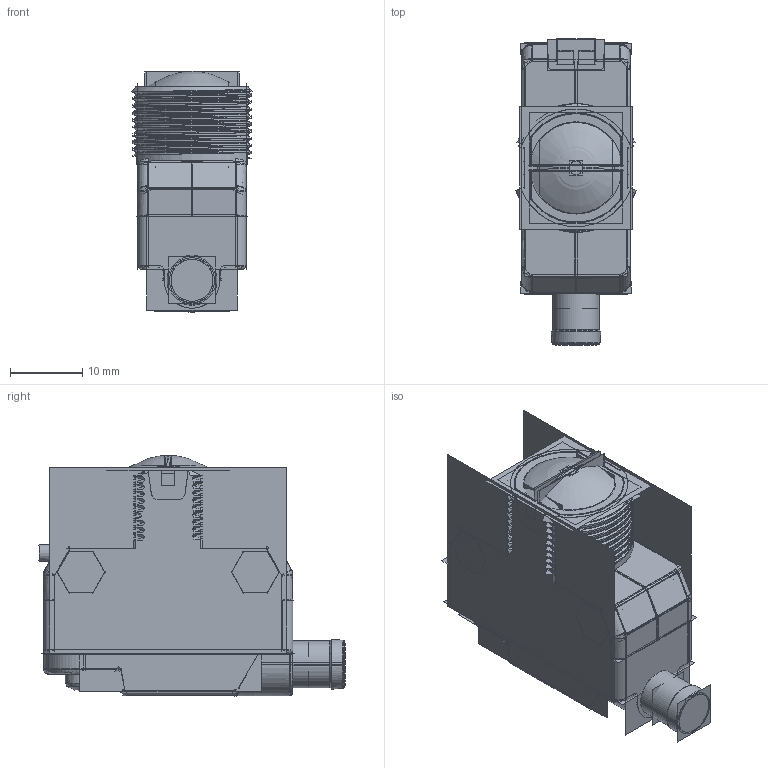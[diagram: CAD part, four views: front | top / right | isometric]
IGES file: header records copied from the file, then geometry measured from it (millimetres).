
Start section:  PTC IGES file: 139445_sm01.igs
Global section: file name: 139445_sm01.igs; native system: Creo Parametric by PTC Inc.; preprocessor: 2019292; author: PDMAdmin; organization: Unknown; date: 20220426.092619; units: millimetre
Bounding box: 16.61 x 42.31 x 33.38 mm (x, y, z)
Volume: 11258.1 mm3; surface area: 21884.8 mm2
Topology: 1 solids, 3 shells, 878 faces, 4367 edges, 5437 vertices
Faces by surface type: bspline 496, revolution 382
